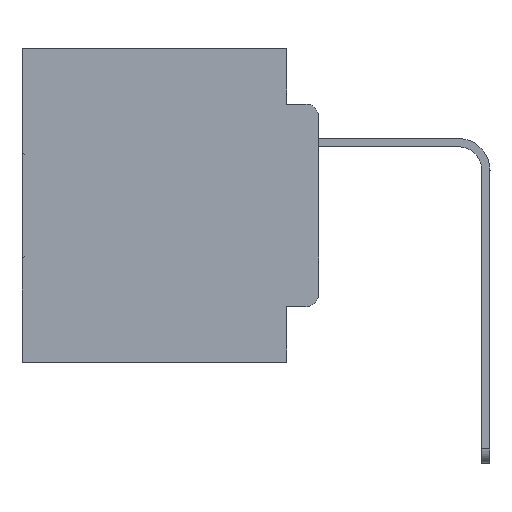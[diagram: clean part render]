
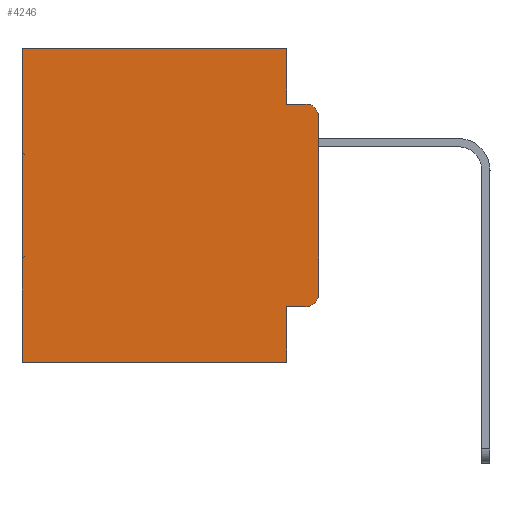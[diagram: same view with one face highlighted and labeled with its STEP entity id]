
A CAD part, left-side view. The second image highlights one B-rep face of the part: STEP entity #4246.
In plain terms, the highlighted planar face has unit normal (-1, 0, 0).
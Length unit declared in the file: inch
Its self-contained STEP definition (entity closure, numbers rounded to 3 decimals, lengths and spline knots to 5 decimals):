
#80 = ORIENTED_EDGE ( 'NONE', *, *, #31950, .F. ) ;
#2339 = DIRECTION ( 'NONE',  ( -1., 0., 0. ) ) ;
#2753 = EDGE_CURVE ( 'NONE', #23050, #10953, #27801, .T. ) ;
#2932 = CARTESIAN_POINT ( 'NONE',  ( 0.298, 0., 0. ) ) ;
#2953 = DIRECTION ( 'NONE',  ( 1., 0., 0. ) ) ;
#3223 = CARTESIAN_POINT ( 'NONE',  ( 0.298, 0.051, 0. ) ) ;
#3628 = FACE_OUTER_BOUND ( 'NONE', #17651, .T. ) ;
#4219 = DIRECTION ( 'NONE',  ( 0., 0., -1. ) ) ;
#4246 = ADVANCED_FACE ( 'NONE', ( #3628 ), #11247, .F. ) ;
#4841 = CARTESIAN_POINT ( 'NONE',  ( 0.298, 0., 0. ) ) ;
#5302 = ORIENTED_EDGE ( 'NONE', *, *, #21002, .T. ) ;
#5889 = DIRECTION ( 'NONE',  ( 0., 0., -1. ) ) ;
#6572 = AXIS2_PLACEMENT_3D ( 'NONE', #8165, #23014, #5889 ) ;
#6688 = ORIENTED_EDGE ( 'NONE', *, *, #19628, .T. ) ;
#7565 = VERTEX_POINT ( 'NONE', #9398 ) ;
#7678 = CARTESIAN_POINT ( 'NONE',  ( 0.298, 0., 0. ) ) ;
#8097 = VECTOR ( 'NONE', #15411, 39.37008 ) ;
#8165 = CARTESIAN_POINT ( 'NONE',  ( 0.298, 0.02, -0.1085 ) ) ;
#8448 = DIRECTION ( 'NONE',  ( 0., -1., 0. ) ) ;
#8605 = VECTOR ( 'NONE', #29884, 39.37008 ) ;
#8679 = VECTOR ( 'NONE', #25834, 39.37008 ) ;
#8693 = CIRCLE ( 'NONE', #26284, 0.02 ) ;
#9307 = DIRECTION ( 'NONE',  ( 0., 0., -1. ) ) ;
#9398 = CARTESIAN_POINT ( 'NONE',  ( 0.298, 0.051, -0.4115 ) ) ;
#9513 = CARTESIAN_POINT ( 'NONE',  ( 0.298, 0.02, -0.3915 ) ) ;
#10758 = CARTESIAN_POINT ( 'NONE',  ( 0.298, 0.051, 0. ) ) ;
#10840 = VERTEX_POINT ( 'NONE', #15399 ) ;
#10952 = LINE ( 'NONE', #2932, #18350 ) ;
#10953 = VERTEX_POINT ( 'NONE', #15506 ) ;
#11111 = LINE ( 'NONE', #20479, #25860 ) ;
#11247 = PLANE ( 'NONE',  #13268 ) ;
#11612 = ORIENTED_EDGE ( 'NONE', *, *, #18021, .F. ) ;
#11650 = DIRECTION ( 'NONE',  ( 0., 0., -1. ) ) ;
#11710 = VECTOR ( 'NONE', #18410, 39.37008 ) ;
#11772 = LINE ( 'NONE', #10758, #8679 ) ;
#12107 = EDGE_CURVE ( 'NONE', #25287, #19300, #12914, .T. ) ;
#12545 = ORIENTED_EDGE ( 'NONE', *, *, #30361, .F. ) ;
#12690 = CARTESIAN_POINT ( 'NONE',  ( 0.298, 0.051, 0. ) ) ;
#12914 = CIRCLE ( 'NONE', #6572, 0.02 ) ;
#13268 = AXIS2_PLACEMENT_3D ( 'NONE', #4841, #2953, #4219 ) ;
#13449 = CARTESIAN_POINT ( 'NONE',  ( 0.298, 0.051, -0.4115 ) ) ;
#13703 = VECTOR ( 'NONE', #25912, 39.37008 ) ;
#14296 = VERTEX_POINT ( 'NONE', #15068 ) ;
#14667 = CARTESIAN_POINT ( 'NONE',  ( 0.298, 0., -0.1085 ) ) ;
#15068 = CARTESIAN_POINT ( 'NONE',  ( 0.298, 0.051, -0.0885 ) ) ;
#15399 = CARTESIAN_POINT ( 'NONE',  ( 0.298, 0.051, -0.5 ) ) ;
#15411 = DIRECTION ( 'NONE',  ( 0., 0., -1. ) ) ;
#15506 = CARTESIAN_POINT ( 'NONE',  ( 0.298, 0.473, -0.5 ) ) ;
#15533 = ORIENTED_EDGE ( 'NONE', *, *, #12107, .T. ) ;
#17651 = EDGE_LOOP ( 'NONE', ( #19017, #15533, #11612, #80, #5302, #25843, #12545, #21135, #21134, #6688 ) ) ;
#17881 = CARTESIAN_POINT ( 'NONE',  ( 0.298, 0.02, -0.0885 ) ) ;
#18021 = EDGE_CURVE ( 'NONE', #14296, #19300, #11111, .T. ) ;
#18129 = VECTOR ( 'NONE', #11650, 39.37008 ) ;
#18330 = LINE ( 'NONE', #28232, #11710 ) ;
#18350 = VECTOR ( 'NONE', #23002, 39.37008 ) ;
#18410 = DIRECTION ( 'NONE',  ( 0., 1., 0. ) ) ;
#19017 = ORIENTED_EDGE ( 'NONE', *, *, #20437, .F. ) ;
#19300 = VERTEX_POINT ( 'NONE', #17881 ) ;
#19628 = EDGE_CURVE ( 'NONE', #19985, #20887, #8693, .T. ) ;
#19733 = CARTESIAN_POINT ( 'NONE',  ( 0.298, 0.473, 0. ) ) ;
#19985 = VERTEX_POINT ( 'NONE', #28109 ) ;
#20437 = EDGE_CURVE ( 'NONE', #25287, #20887, #10952, .T. ) ;
#20479 = CARTESIAN_POINT ( 'NONE',  ( 0.298, 0.051, -0.0885 ) ) ;
#20665 = LINE ( 'NONE', #13449, #13703 ) ;
#20887 = VERTEX_POINT ( 'NONE', #22343 ) ;
#21002 = EDGE_CURVE ( 'NONE', #24367, #23050, #25667, .T. ) ;
#21134 = ORIENTED_EDGE ( 'NONE', *, *, #29797, .T. ) ;
#21135 = ORIENTED_EDGE ( 'NONE', *, *, #23979, .F. ) ;
#22343 = CARTESIAN_POINT ( 'NONE',  ( 0.298, 0., -0.3915 ) ) ;
#22459 = LINE ( 'NONE', #12690, #8097 ) ;
#23002 = DIRECTION ( 'NONE',  ( 0., 0., -1. ) ) ;
#23014 = DIRECTION ( 'NONE',  ( -1., 0., 0. ) ) ;
#23050 = VERTEX_POINT ( 'NONE', #19733 ) ;
#23979 = EDGE_CURVE ( 'NONE', #7565, #10840, #11772, .T. ) ;
#24367 = VERTEX_POINT ( 'NONE', #3223 ) ;
#25287 = VERTEX_POINT ( 'NONE', #14667 ) ;
#25667 = LINE ( 'NONE', #7678, #8605 ) ;
#25834 = DIRECTION ( 'NONE',  ( 0., 0., -1. ) ) ;
#25843 = ORIENTED_EDGE ( 'NONE', *, *, #2753, .T. ) ;
#25860 = VECTOR ( 'NONE', #8448, 39.37008 ) ;
#25912 = DIRECTION ( 'NONE',  ( 0., -1., 0. ) ) ;
#26284 = AXIS2_PLACEMENT_3D ( 'NONE', #9513, #2339, #9307 ) ;
#26601 = CARTESIAN_POINT ( 'NONE',  ( 0.298, 0.473, 0. ) ) ;
#27801 = LINE ( 'NONE', #26601, #18129 ) ;
#28109 = CARTESIAN_POINT ( 'NONE',  ( 0.298, 0.02, -0.4115 ) ) ;
#28232 = CARTESIAN_POINT ( 'NONE',  ( 0.298, 0., -0.5 ) ) ;
#29797 = EDGE_CURVE ( 'NONE', #7565, #19985, #20665, .T. ) ;
#29884 = DIRECTION ( 'NONE',  ( 0., 1., 0. ) ) ;
#30361 = EDGE_CURVE ( 'NONE', #10840, #10953, #18330, .T. ) ;
#31950 = EDGE_CURVE ( 'NONE', #24367, #14296, #22459, .T. ) ;
